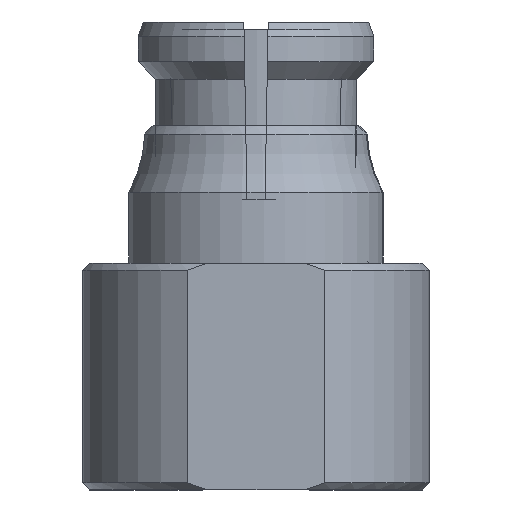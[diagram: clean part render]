
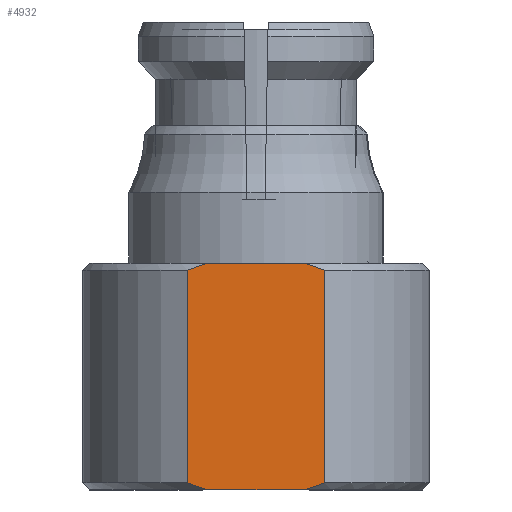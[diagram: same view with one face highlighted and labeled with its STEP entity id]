
A CAD part, front view. The second image highlights one B-rep face of the part: STEP entity #4932.
In plain terms, the highlighted planar face has unit normal (0, -1, 0).
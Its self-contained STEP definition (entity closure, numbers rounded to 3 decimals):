
#134=LINE('',#6708,#242);
#147=LINE('',#6928,#255);
#156=LINE('',#7063,#264);
#157=LINE('',#7075,#265);
#242=VECTOR('',#5614,1000.);
#255=VECTOR('',#5761,1000.);
#264=VECTOR('',#5856,1000.);
#265=VECTOR('',#5857,1000.);
#385=B_SPLINE_CURVE_WITH_KNOTS('',3,(#7066,#7067,#7068,#7069),
 .UNSPECIFIED.,.F.,.F.,(4,4),(0.002,0.003),
 .UNSPECIFIED.);
#386=B_SPLINE_CURVE_WITH_KNOTS('',3,(#7070,#7071,#7072,#7073),
 .UNSPECIFIED.,.F.,.F.,(4,4),(0.002,0.003),
 .UNSPECIFIED.);
#387=B_SPLINE_CURVE_WITH_KNOTS('',3,(#7077,#7078,#7079,#7080),
 .UNSPECIFIED.,.F.,.F.,(4,4),(0.003,0.003),
 .UNSPECIFIED.);
#388=B_SPLINE_CURVE_WITH_KNOTS('',3,(#7081,#7082,#7083,#7084),
 .UNSPECIFIED.,.F.,.F.,(4,4),(0.003,0.003),
 .UNSPECIFIED.);
#798=ORIENTED_EDGE('',*,*,#1762,.F.);
#799=ORIENTED_EDGE('',*,*,#1763,.F.);
#800=ORIENTED_EDGE('',*,*,#1717,.T.);
#801=ORIENTED_EDGE('',*,*,#1764,.T.);
#802=ORIENTED_EDGE('',*,*,#1765,.T.);
#803=ORIENTED_EDGE('',*,*,#1766,.T.);
#804=ORIENTED_EDGE('',*,*,#1638,.F.);
#805=ORIENTED_EDGE('',*,*,#1767,.F.);
#1638=EDGE_CURVE('',#2169,#2170,#134,.T.);
#1717=EDGE_CURVE('',#2235,#2236,#147,.T.);
#1762=EDGE_CURVE('',#2256,#2257,#156,.T.);
#1763=EDGE_CURVE('',#2235,#2256,#385,.T.);
#1764=EDGE_CURVE('',#2236,#2258,#386,.T.);
#1765=EDGE_CURVE('',#2258,#2259,#157,.T.);
#1766=EDGE_CURVE('',#2259,#2170,#387,.T.);
#1767=EDGE_CURVE('',#2257,#2169,#388,.T.);
#2169=VERTEX_POINT('',#6709);
#2170=VERTEX_POINT('',#6710);
#2235=VERTEX_POINT('',#6926);
#2236=VERTEX_POINT('',#6927);
#2256=VERTEX_POINT('',#7064);
#2257=VERTEX_POINT('',#7065);
#2258=VERTEX_POINT('',#7074);
#2259=VERTEX_POINT('',#7076);
#2788=EDGE_LOOP('',(#798,#799,#800,#801,#802,#803,#804,#805));
#3054=FACE_BOUND('',#2788,.T.);
#3287=PLANE('',#5225);
#4932=ADVANCED_FACE('',(#3054),#3287,.T.);
#5225=AXIS2_PLACEMENT_3D('',#7062,#5854,#5855);
#5614=DIRECTION('',(-1.,0.,0.));
#5761=DIRECTION('',(-1.,0.,0.));
#5854=DIRECTION('',(0.,-1.,0.));
#5855=DIRECTION('',(0.,0.,1.));
#5856=DIRECTION('',(0.,0.,-1.));
#5857=DIRECTION('',(0.,0.,-1.));
#6708=CARTESIAN_POINT('',(9.57,-78.45,-1.6));
#6709=CARTESIAN_POINT('',(0.678,-78.45,-1.6));
#6710=CARTESIAN_POINT('',(-0.678,-78.45,-1.6));
#6926=CARTESIAN_POINT('',(0.678,-78.45,1.6));
#6927=CARTESIAN_POINT('',(-0.678,-78.45,1.6));
#6928=CARTESIAN_POINT('',(9.57,-78.45,1.6));
#7062=CARTESIAN_POINT('',(9.57,-78.45,-1.6));
#7063=CARTESIAN_POINT('',(0.97,-78.45,1.6));
#7064=CARTESIAN_POINT('',(0.97,-78.45,1.5));
#7065=CARTESIAN_POINT('',(0.97,-78.45,-1.5));
#7066=CARTESIAN_POINT('',(0.678,-78.45,1.6));
#7067=CARTESIAN_POINT('',(0.777,-78.45,1.571));
#7068=CARTESIAN_POINT('',(0.874,-78.45,1.538));
#7069=CARTESIAN_POINT('',(0.97,-78.45,1.5));
#7070=CARTESIAN_POINT('',(-0.678,-78.45,1.6));
#7071=CARTESIAN_POINT('',(-0.777,-78.45,1.571));
#7072=CARTESIAN_POINT('',(-0.874,-78.45,1.538));
#7073=CARTESIAN_POINT('',(-0.97,-78.45,1.5));
#7074=CARTESIAN_POINT('',(-0.97,-78.45,1.5));
#7075=CARTESIAN_POINT('',(-0.97,-78.45,1.6));
#7076=CARTESIAN_POINT('',(-0.97,-78.45,-1.5));
#7077=CARTESIAN_POINT('',(-0.97,-78.45,-1.5));
#7078=CARTESIAN_POINT('',(-0.874,-78.45,-1.538));
#7079=CARTESIAN_POINT('',(-0.777,-78.45,-1.571));
#7080=CARTESIAN_POINT('',(-0.678,-78.45,-1.6));
#7081=CARTESIAN_POINT('',(0.97,-78.45,-1.5));
#7082=CARTESIAN_POINT('',(0.874,-78.45,-1.538));
#7083=CARTESIAN_POINT('',(0.777,-78.45,-1.571));
#7084=CARTESIAN_POINT('',(0.678,-78.45,-1.6));
